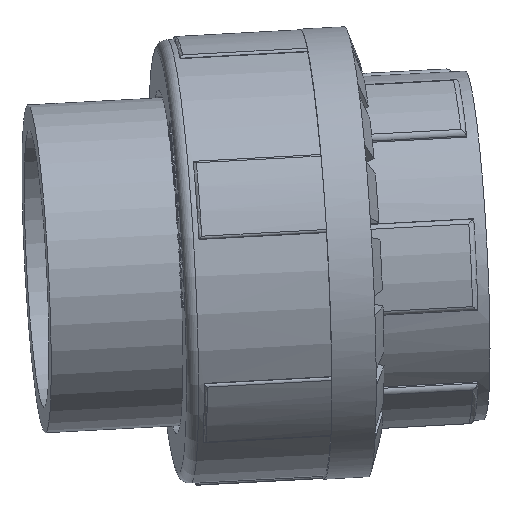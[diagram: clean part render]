
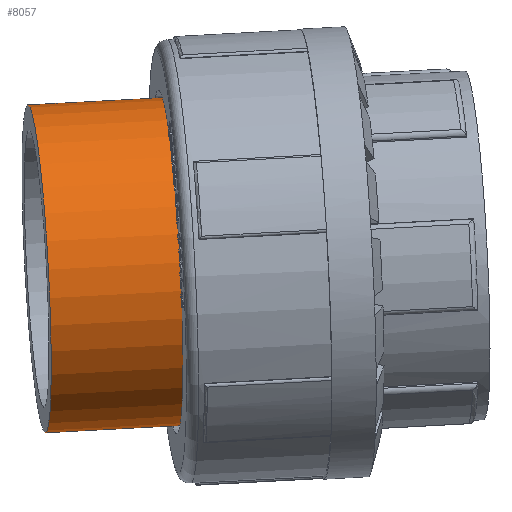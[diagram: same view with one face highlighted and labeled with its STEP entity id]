
A CAD part, left-side view. The second image highlights one B-rep face of the part: STEP entity #8057.
In plain terms, the highlighted cylindrical face has radius 29.5 mm (diameter 59 mm), a full revolution.
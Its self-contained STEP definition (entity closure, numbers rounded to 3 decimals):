
#352=CYLINDRICAL_SURFACE('',#8669,29.5);
#412=FACE_BOUND('',#3372,.T.);
#2885=FACE_OUTER_BOUND('',#3371,.T.);
#3371=EDGE_LOOP('',(#5567));
#3372=EDGE_LOOP('',(#5568));
#5567=ORIENTED_EDGE('',*,*,#6669,.F.);
#5568=ORIENTED_EDGE('',*,*,#6668,.T.);
#6668=EDGE_CURVE('',#7399,#7399,#7615,.T.);
#6669=EDGE_CURVE('',#7400,#7400,#7616,.T.);
#7399=VERTEX_POINT('',#28225);
#7400=VERTEX_POINT('',#28228);
#7615=CIRCLE('',#8668,29.5);
#7616=CIRCLE('',#8670,29.5);
#8057=ADVANCED_FACE('',(#2885,#412),#352,.T.);
#8668=AXIS2_PLACEMENT_3D('',#28226,#10549,#10550);
#8669=AXIS2_PLACEMENT_3D('',#28227,#10551,#10552);
#8670=AXIS2_PLACEMENT_3D('',#28229,#10553,#10554);
#10549=DIRECTION('center_axis',(-1.,0.,0.));
#10550=DIRECTION('ref_axis',(0.,0.,1.));
#10551=DIRECTION('center_axis',(-1.,0.,0.));
#10552=DIRECTION('ref_axis',(0.,-1.,0.));
#10553=DIRECTION('center_axis',(-1.,0.,0.));
#10554=DIRECTION('ref_axis',(0.,0.,1.));
#28225=CARTESIAN_POINT('',(95.3,52.932,0.));
#28226=CARTESIAN_POINT('Origin',(95.3,82.432,0.));
#28227=CARTESIAN_POINT('Origin',(80.925,82.432,0.));
#28228=CARTESIAN_POINT('',(66.55,52.932,0.));
#28229=CARTESIAN_POINT('Origin',(66.55,82.432,0.));
